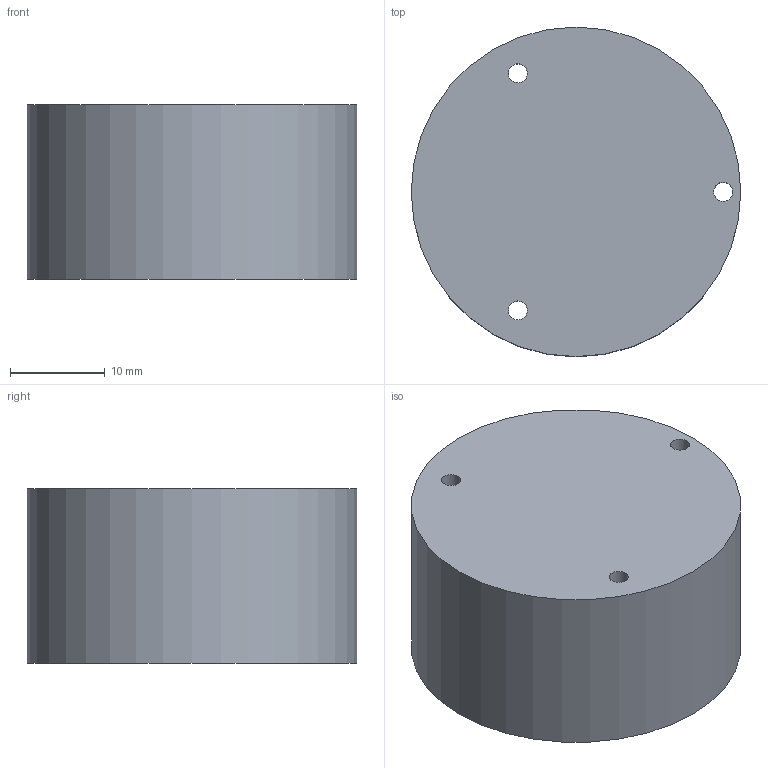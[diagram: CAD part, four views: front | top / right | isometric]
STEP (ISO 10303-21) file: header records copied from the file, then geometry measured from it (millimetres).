
FILE_DESCRIPTION(/* description */ ('Unknown'),/* implementation_level */ '2;1');
FILE_NAME(/* name */ 'Pollin_Motor_Getriebe_Adaptierung_Testfit',/* time_stamp */ '2025-01-22T20:39:28+01:00',/* author */ ('Unknown'),/* organization */ ('Unknown'),/* preprocessor_version */ 'ST-DEVELOPER v19.4',/* originating_system */ 'Solid Edge',/* authorisation */ 'Unknown');
FILE_SCHEMA (('AUTOMOTIVE_DESIGN {1 0 10303 214 3 1 1}'));
Length unit declared in the file: millimetre
Products named in the file (1): Pollin_Motor_Getriebe_Adaptierung_Testfit
Bounding box: 34.75 x 34.75 x 18.4 mm (x, y, z)
Volume: 17277.5 mm3; surface area: 4233.6 mm2
Topology: 1 solids, 1 shells, 6 faces, 15 edges, 11 vertices
Faces by surface type: cylinder 4, plane 2
Full cylindrical faces by diameter (mm): 2 x3, 34.75 x1
Entity records: 186 total; most frequent: DIRECTION 30, CARTESIAN_POINT 23, ORIENTED_EDGE 16, EDGE_LOOP 16, FACE_BOUND 16, AXIS2_PLACEMENT_3D 15, EDGE_CURVE 8, VERTEX_POINT 8
